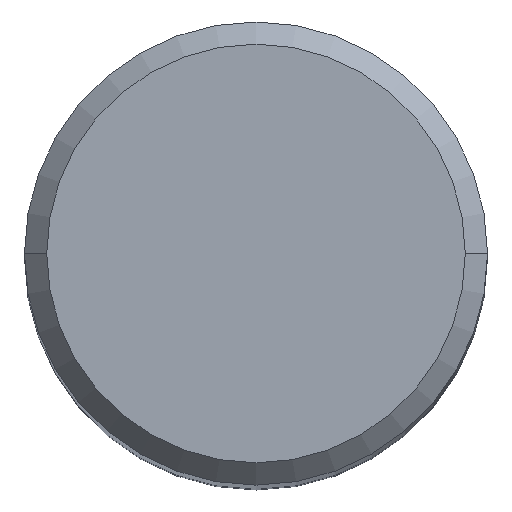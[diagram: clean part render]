
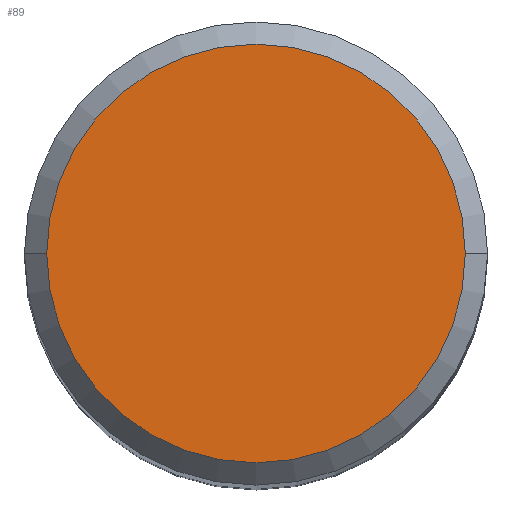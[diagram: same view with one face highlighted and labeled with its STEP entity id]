
A CAD part, top view. The second image highlights one B-rep face of the part: STEP entity #89.
In plain terms, the highlighted planar face has unit normal (0, 0, 1).
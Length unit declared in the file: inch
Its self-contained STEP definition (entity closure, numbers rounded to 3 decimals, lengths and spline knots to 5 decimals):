
#7 = CARTESIAN_POINT ( 'NONE',  ( -0.14125, 0., 2. ) ) ;
#12 = DIRECTION ( 'NONE',  ( 1., 0., 0. ) ) ;
#15 = ORIENTED_EDGE ( 'NONE', *, *, #98, .T. ) ;
#29 = FACE_OUTER_BOUND ( 'NONE', #46, .T. ) ;
#39 = DIRECTION ( 'NONE',  ( 0., 0., 1. ) ) ;
#46 = EDGE_LOOP ( 'NONE', ( #15, #294 ) ) ;
#59 = DIRECTION ( 'NONE',  ( 1., 0., 0. ) ) ;
#79 = AXIS2_PLACEMENT_3D ( 'NONE', #233, #169, #59 ) ;
#89 = ADVANCED_FACE ( 'NONE', ( #29 ), #130, .T. ) ;
#98 = EDGE_CURVE ( 'NONE', #211, #159, #253, .T. ) ;
#120 = DIRECTION ( 'NONE',  ( 1., 0., 0. ) ) ;
#130 = PLANE ( 'NONE',  #281 ) ;
#159 = VERTEX_POINT ( 'NONE', #192 ) ;
#163 = CIRCLE ( 'NONE', #227, 0.14125 ) ;
#169 = DIRECTION ( 'NONE',  ( 0., 0., 1. ) ) ;
#187 = CARTESIAN_POINT ( 'NONE',  ( 0., 0., 2. ) ) ;
#192 = CARTESIAN_POINT ( 'NONE',  ( 0.14125, 0., 2. ) ) ;
#211 = VERTEX_POINT ( 'NONE', #7 ) ;
#215 = DIRECTION ( 'NONE',  ( 0., 0., 1. ) ) ;
#227 = AXIS2_PLACEMENT_3D ( 'NONE', #242, #39, #12 ) ;
#233 = CARTESIAN_POINT ( 'NONE',  ( 0., 0., 2. ) ) ;
#242 = CARTESIAN_POINT ( 'NONE',  ( 0., 0., 2. ) ) ;
#253 = CIRCLE ( 'NONE', #79, 0.14125 ) ;
#281 = AXIS2_PLACEMENT_3D ( 'NONE', #187, #215, #120 ) ;
#288 = EDGE_CURVE ( 'NONE', #159, #211, #163, .T. ) ;
#294 = ORIENTED_EDGE ( 'NONE', *, *, #288, .T. ) ;
